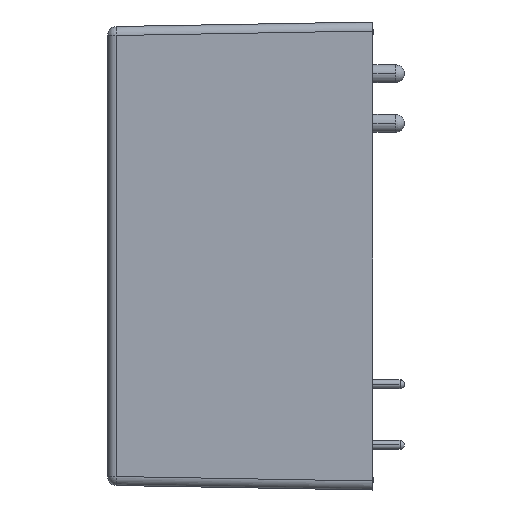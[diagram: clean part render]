
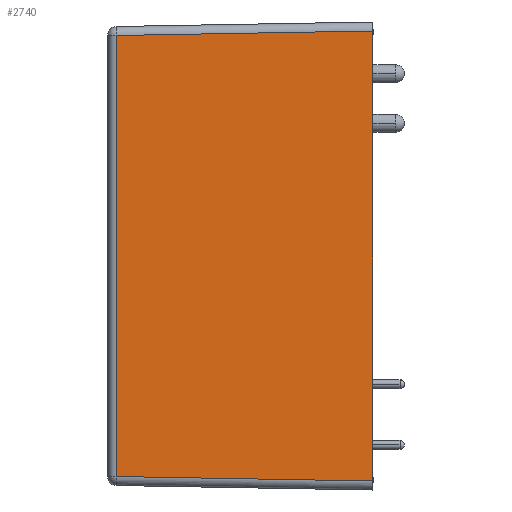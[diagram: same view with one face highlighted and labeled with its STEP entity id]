
A CAD part, left-side view. The second image highlights one B-rep face of the part: STEP entity #2740.
In plain terms, the highlighted planar face has unit normal (-1, 0.018, 0).
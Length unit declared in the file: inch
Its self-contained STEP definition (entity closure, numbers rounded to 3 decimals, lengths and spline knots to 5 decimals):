
#43 = EDGE_LOOP ( 'NONE', ( #613, #773, #1155, #1021 ) ) ;
#44 = VECTOR ( 'NONE', #187, 39.37008 ) ;
#144 = CARTESIAN_POINT ( 'NONE',  ( -1.71256, 0., -0.98426 ) ) ;
#187 = DIRECTION ( 'NONE',  ( 0., 0., -1. ) ) ;
#289 = DIRECTION ( 'NONE',  ( 1., -0.017, 0. ) ) ;
#419 = CARTESIAN_POINT ( 'NONE',  ( -1.71256, 0., 0.98421 ) ) ;
#551 = VECTOR ( 'NONE', #3066, 39.37008 ) ;
#613 = ORIENTED_EDGE ( 'NONE', *, *, #1744, .F. ) ;
#773 = ORIENTED_EDGE ( 'NONE', *, *, #1554, .F. ) ;
#781 = DIRECTION ( 'NONE',  ( 0., 0., -1. ) ) ;
#944 = VECTOR ( 'NONE', #781, 39.37008 ) ;
#1021 = ORIENTED_EDGE ( 'NONE', *, *, #2302, .F. ) ;
#1082 = VERTEX_POINT ( 'NONE', #1900 ) ;
#1124 = CARTESIAN_POINT ( 'NONE',  ( -1.69296, 1.12271, 0.96461 ) ) ;
#1155 = ORIENTED_EDGE ( 'NONE', *, *, #1917, .T. ) ;
#1238 = DIRECTION ( 'NONE',  ( 0.017, 1., 0.017 ) ) ;
#1421 = DIRECTION ( 'NONE',  ( 0., 0., -1. ) ) ;
#1554 = EDGE_CURVE ( 'NONE', #1082, #2883, #2508, .T. ) ;
#1586 = VERTEX_POINT ( 'NONE', #2623 ) ;
#1599 = CARTESIAN_POINT ( 'NONE',  ( -1.69296, 1.12271, 0.96461 ) ) ;
#1691 = CARTESIAN_POINT ( 'NONE',  ( -1.70276, 0.56135, -0.00003 ) ) ;
#1744 = EDGE_CURVE ( 'NONE', #2883, #1586, #2150, .T. ) ;
#1755 = CARTESIAN_POINT ( 'NONE',  ( -1.69296, 1.12271, -0.96465 ) ) ;
#1886 = VECTOR ( 'NONE', #1238, 39.37008 ) ;
#1900 = CARTESIAN_POINT ( 'NONE',  ( -1.69296, 1.12271, 0.96461 ) ) ;
#1917 = EDGE_CURVE ( 'NONE', #1082, #3516, #2661, .T. ) ;
#2150 = LINE ( 'NONE', #3254, #944 ) ;
#2196 = PLANE ( 'NONE',  #3444 ) ;
#2302 = EDGE_CURVE ( 'NONE', #1586, #3516, #2611, .T. ) ;
#2508 = LINE ( 'NONE', #1124, #551 ) ;
#2611 = LINE ( 'NONE', #144, #1886 ) ;
#2623 = CARTESIAN_POINT ( 'NONE',  ( -1.71256, 0., -0.98426 ) ) ;
#2661 = LINE ( 'NONE', #1599, #44 ) ;
#2740 = ADVANCED_FACE ( 'NONE', ( #3026 ), #2196, .F. ) ;
#2883 = VERTEX_POINT ( 'NONE', #419 ) ;
#3026 = FACE_OUTER_BOUND ( 'NONE', #43, .T. ) ;
#3066 = DIRECTION ( 'NONE',  ( -0.017, -1., 0.017 ) ) ;
#3254 = CARTESIAN_POINT ( 'NONE',  ( -1.71256, 0., 0.98421 ) ) ;
#3444 = AXIS2_PLACEMENT_3D ( 'NONE', #1691, #289, #1421 ) ;
#3516 = VERTEX_POINT ( 'NONE', #1755 ) ;
